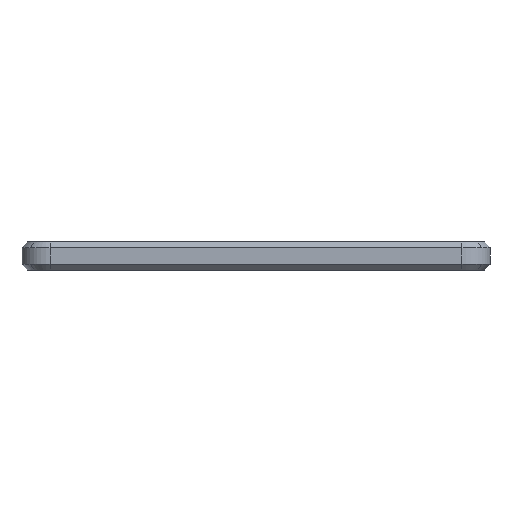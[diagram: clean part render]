
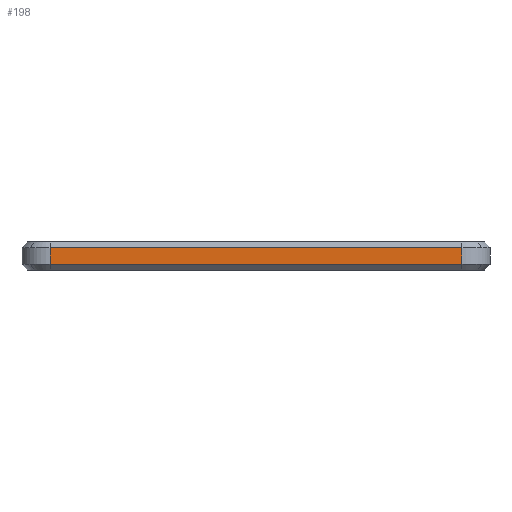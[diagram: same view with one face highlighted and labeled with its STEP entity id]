
A CAD part, front view. The second image highlights one B-rep face of the part: STEP entity #198.
In plain terms, the highlighted planar face has unit normal (0, -1, 0).
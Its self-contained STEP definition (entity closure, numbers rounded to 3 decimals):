
#198 = ADVANCED_FACE ( 'NONE', ( #6863 ), #4716, .T. ) ;
#241 = CARTESIAN_POINT ( 'NONE',  ( 110., -60.517, 19. ) ) ;
#454 = LINE ( 'NONE', #4140, #21794 ) ;
#1006 = EDGE_LOOP ( 'NONE', ( #10647, #2700, #15073, #22065 ) ) ;
#1343 = EDGE_CURVE ( 'NONE', #21768, #22916, #2363, .T. ) ;
#2131 = DIRECTION ( 'NONE',  ( 0., 0., 1. ) ) ;
#2363 = LINE ( 'NONE', #9311, #18288 ) ;
#2663 = DIRECTION ( 'NONE',  ( 0., 0., 1. ) ) ;
#2700 = ORIENTED_EDGE ( 'NONE', *, *, #15316, .F. ) ;
#4140 = CARTESIAN_POINT ( 'NONE',  ( -110., -60.517, 19. ) ) ;
#4378 = CARTESIAN_POINT ( 'NONE',  ( 110., -60.517, 10. ) ) ;
#4716 = PLANE ( 'NONE',  #6426 ) ;
#5804 = VECTOR ( 'NONE', #22998, 1000. ) ;
#6426 = AXIS2_PLACEMENT_3D ( 'NONE', #22846, #23200, #17377 ) ;
#6863 = FACE_OUTER_BOUND ( 'NONE', #1006, .T. ) ;
#9311 = CARTESIAN_POINT ( 'NONE',  ( 110., -60.517, 10. ) ) ;
#9491 = CARTESIAN_POINT ( 'NONE',  ( -110., -60.517, 10. ) ) ;
#10647 = ORIENTED_EDGE ( 'NONE', *, *, #10860, .F. ) ;
#10860 = EDGE_CURVE ( 'NONE', #20251, #22916, #454, .T. ) ;
#11522 = LINE ( 'NONE', #9491, #18038 ) ;
#12989 = DIRECTION ( 'NONE',  ( 1., 0., 0. ) ) ;
#15073 = ORIENTED_EDGE ( 'NONE', *, *, #20851, .F. ) ;
#15316 = EDGE_CURVE ( 'NONE', #17939, #20251, #11522, .T. ) ;
#15838 = LINE ( 'NONE', #15942, #5804 ) ;
#15942 = CARTESIAN_POINT ( 'NONE',  ( 110., -60.517, 10. ) ) ;
#17377 = DIRECTION ( 'NONE',  ( 0., 0., -1. ) ) ;
#17939 = VERTEX_POINT ( 'NONE', #18366 ) ;
#18038 = VECTOR ( 'NONE', #2663, 1000. ) ;
#18288 = VECTOR ( 'NONE', #2131, 1000. ) ;
#18366 = CARTESIAN_POINT ( 'NONE',  ( -110., -60.517, 10. ) ) ;
#20251 = VERTEX_POINT ( 'NONE', #22206 ) ;
#20851 = EDGE_CURVE ( 'NONE', #21768, #17939, #15838, .T. ) ;
#21768 = VERTEX_POINT ( 'NONE', #4378 ) ;
#21794 = VECTOR ( 'NONE', #12989, 1000. ) ;
#22065 = ORIENTED_EDGE ( 'NONE', *, *, #1343, .T. ) ;
#22206 = CARTESIAN_POINT ( 'NONE',  ( -110., -60.517, 19. ) ) ;
#22846 = CARTESIAN_POINT ( 'NONE',  ( -132.12, -60.517, 8.98 ) ) ;
#22916 = VERTEX_POINT ( 'NONE', #241 ) ;
#22998 = DIRECTION ( 'NONE',  ( -1., 0., 0. ) ) ;
#23200 = DIRECTION ( 'NONE',  ( 0., -1., 0. ) ) ;
